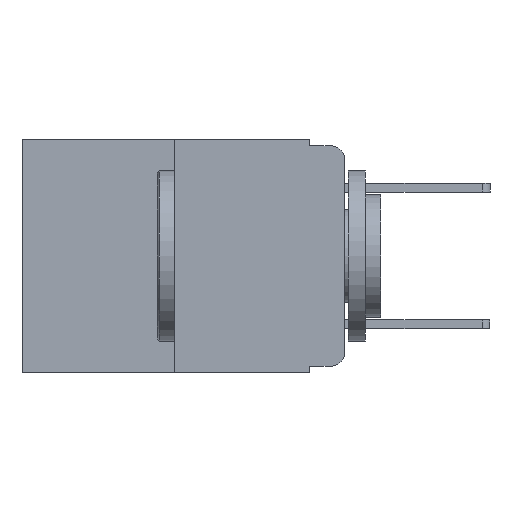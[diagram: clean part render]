
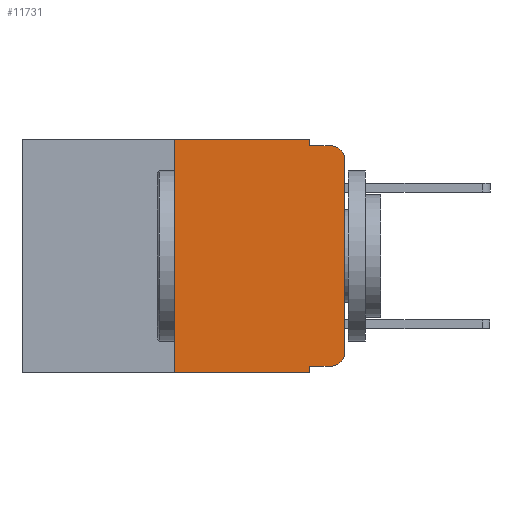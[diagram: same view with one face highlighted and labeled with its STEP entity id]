
A CAD part, left-side view. The second image highlights one B-rep face of the part: STEP entity #11731.
In plain terms, the highlighted planar face has unit normal (-1, 0, 0).
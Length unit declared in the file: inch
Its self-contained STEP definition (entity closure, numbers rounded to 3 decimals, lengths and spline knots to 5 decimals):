
#27 = DIRECTION ( 'NONE',  ( 0., 0., 1. ) ) ;
#121 = ORIENTED_EDGE ( 'NONE', *, *, #756, .F. ) ;
#211 = VECTOR ( 'NONE', #7156, 39.37008 ) ;
#220 = DIRECTION ( 'NONE',  ( 0., 0., -1. ) ) ;
#324 = CARTESIAN_POINT ( 'NONE',  ( 0., 0.473, -0.343 ) ) ;
#558 = LINE ( 'NONE', #6948, #10550 ) ;
#756 = EDGE_CURVE ( 'NONE', #4230, #8692, #1022, .T. ) ;
#898 = LINE ( 'NONE', #8443, #14239 ) ;
#951 = ORIENTED_EDGE ( 'NONE', *, *, #12298, .F. ) ;
#1022 = LINE ( 'NONE', #1827, #4106 ) ;
#1511 = VECTOR ( 'NONE', #12322, 39.37008 ) ;
#1530 = AXIS2_PLACEMENT_3D ( 'NONE', #3114, #11608, #4411 ) ;
#1826 = CARTESIAN_POINT ( 'NONE',  ( 0., 0.02, -0.313 ) ) ;
#1827 = CARTESIAN_POINT ( 'NONE',  ( 0., 0.051, -0.01 ) ) ;
#2176 = ORIENTED_EDGE ( 'NONE', *, *, #10358, .T. ) ;
#2178 = EDGE_CURVE ( 'NONE', #6634, #10553, #558, .T. ) ;
#2324 = CIRCLE ( 'NONE', #9453, 0.02 ) ;
#2376 = VERTEX_POINT ( 'NONE', #13401 ) ;
#2528 = CIRCLE ( 'NONE', #9263, 0.02 ) ;
#2593 = EDGE_CURVE ( 'NONE', #5962, #10553, #11966, .T. ) ;
#2800 = CARTESIAN_POINT ( 'NONE',  ( 0., 0.051, 0. ) ) ;
#3114 = CARTESIAN_POINT ( 'NONE',  ( 0., 0.473, 0. ) ) ;
#3142 = VERTEX_POINT ( 'NONE', #5746 ) ;
#3195 = DIRECTION ( 'NONE',  ( 0., 0., -1. ) ) ;
#3240 = ORIENTED_EDGE ( 'NONE', *, *, #4266, .T. ) ;
#3967 = CARTESIAN_POINT ( 'NONE',  ( 0., 0., -0.03 ) ) ;
#4106 = VECTOR ( 'NONE', #15165, 39.37008 ) ;
#4230 = VERTEX_POINT ( 'NONE', #14549 ) ;
#4266 = EDGE_CURVE ( 'NONE', #2376, #7802, #11019, .T. ) ;
#4411 = DIRECTION ( 'NONE',  ( 0., 0., -1. ) ) ;
#4591 = EDGE_CURVE ( 'NONE', #7802, #8692, #2324, .T. ) ;
#4833 = ORIENTED_EDGE ( 'NONE', *, *, #12112, .F. ) ;
#5172 = EDGE_LOOP ( 'NONE', ( #3240, #12839, #121, #951, #13931, #4833, #14291, #5251, #2176, #15014 ) ) ;
#5251 = ORIENTED_EDGE ( 'NONE', *, *, #2178, .F. ) ;
#5746 = CARTESIAN_POINT ( 'NONE',  ( 0., 0.051, 0. ) ) ;
#5874 = CARTESIAN_POINT ( 'NONE',  ( 0., 0.02, -0.03 ) ) ;
#5884 = CARTESIAN_POINT ( 'NONE',  ( 0., 0.473, 0. ) ) ;
#5962 = VERTEX_POINT ( 'NONE', #13482 ) ;
#6634 = VERTEX_POINT ( 'NONE', #8889 ) ;
#6700 = CARTESIAN_POINT ( 'NONE',  ( 0., 0.02, -0.01 ) ) ;
#6948 = CARTESIAN_POINT ( 'NONE',  ( 0., 0.051, 0. ) ) ;
#7141 = DIRECTION ( 'NONE',  ( 0., 0., -1. ) ) ;
#7156 = DIRECTION ( 'NONE',  ( 0., -1., 0. ) ) ;
#7763 = CARTESIAN_POINT ( 'NONE',  ( 0., 0.25, 0. ) ) ;
#7802 = VERTEX_POINT ( 'NONE', #3967 ) ;
#7888 = CARTESIAN_POINT ( 'NONE',  ( 0., 0.25, 0. ) ) ;
#8218 = EDGE_CURVE ( 'NONE', #11117, #3142, #10238, .T. ) ;
#8443 = CARTESIAN_POINT ( 'NONE',  ( 0., 0.051, -0.333 ) ) ;
#8692 = VERTEX_POINT ( 'NONE', #6700 ) ;
#8889 = CARTESIAN_POINT ( 'NONE',  ( 0., 0.051, -0.333 ) ) ;
#9263 = AXIS2_PLACEMENT_3D ( 'NONE', #1826, #10538, #3195 ) ;
#9453 = AXIS2_PLACEMENT_3D ( 'NONE', #5874, #14089, #7141 ) ;
#9486 = VECTOR ( 'NONE', #220, 39.37008 ) ;
#9812 = DIRECTION ( 'NONE',  ( 0., 0., -1. ) ) ;
#10238 = LINE ( 'NONE', #5884, #211 ) ;
#10358 = EDGE_CURVE ( 'NONE', #6634, #13705, #898, .T. ) ;
#10481 = PLANE ( 'NONE',  #1530 ) ;
#10538 = DIRECTION ( 'NONE',  ( -1., 0., 0. ) ) ;
#10550 = VECTOR ( 'NONE', #9812, 39.37008 ) ;
#10553 = VERTEX_POINT ( 'NONE', #12292 ) ;
#11019 = LINE ( 'NONE', #11196, #1511 ) ;
#11117 = VERTEX_POINT ( 'NONE', #7888 ) ;
#11196 = CARTESIAN_POINT ( 'NONE',  ( 0., 0., 0. ) ) ;
#11608 = DIRECTION ( 'NONE',  ( 1., 0., 0. ) ) ;
#11731 = ADVANCED_FACE ( 'NONE', ( #15091 ), #10481, .F. ) ;
#11966 = LINE ( 'NONE', #324, #14657 ) ;
#12006 = LINE ( 'NONE', #7763, #15074 ) ;
#12112 = EDGE_CURVE ( 'NONE', #5962, #11117, #12006, .T. ) ;
#12292 = CARTESIAN_POINT ( 'NONE',  ( 0., 0.051, -0.343 ) ) ;
#12298 = EDGE_CURVE ( 'NONE', #3142, #4230, #12532, .T. ) ;
#12322 = DIRECTION ( 'NONE',  ( 0., 0., 1. ) ) ;
#12532 = LINE ( 'NONE', #2800, #9486 ) ;
#12839 = ORIENTED_EDGE ( 'NONE', *, *, #4591, .T. ) ;
#13401 = CARTESIAN_POINT ( 'NONE',  ( 0., 0., -0.313 ) ) ;
#13482 = CARTESIAN_POINT ( 'NONE',  ( 0., 0.25, -0.343 ) ) ;
#13705 = VERTEX_POINT ( 'NONE', #13938 ) ;
#13710 = EDGE_CURVE ( 'NONE', #13705, #2376, #2528, .T. ) ;
#13931 = ORIENTED_EDGE ( 'NONE', *, *, #8218, .F. ) ;
#13938 = CARTESIAN_POINT ( 'NONE',  ( 0., 0.02, -0.333 ) ) ;
#14089 = DIRECTION ( 'NONE',  ( -1., 0., 0. ) ) ;
#14239 = VECTOR ( 'NONE', #15343, 39.37008 ) ;
#14291 = ORIENTED_EDGE ( 'NONE', *, *, #2593, .T. ) ;
#14549 = CARTESIAN_POINT ( 'NONE',  ( 0., 0.051, -0.01 ) ) ;
#14657 = VECTOR ( 'NONE', #15597, 39.37008 ) ;
#15014 = ORIENTED_EDGE ( 'NONE', *, *, #13710, .T. ) ;
#15074 = VECTOR ( 'NONE', #27, 39.37008 ) ;
#15091 = FACE_OUTER_BOUND ( 'NONE', #5172, .T. ) ;
#15165 = DIRECTION ( 'NONE',  ( 0., -1., 0. ) ) ;
#15343 = DIRECTION ( 'NONE',  ( 0., -1., 0. ) ) ;
#15597 = DIRECTION ( 'NONE',  ( 0., -1., 0. ) ) ;
